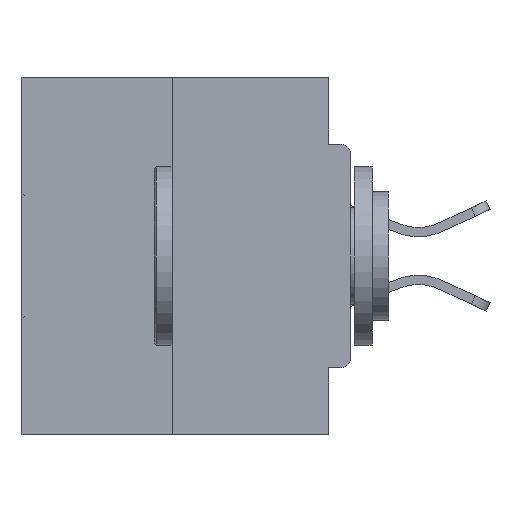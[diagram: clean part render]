
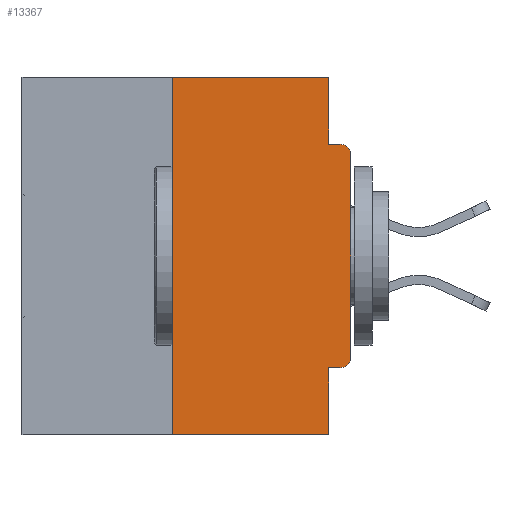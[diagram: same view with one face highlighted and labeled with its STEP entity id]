
A CAD part, left-side view. The second image highlights one B-rep face of the part: STEP entity #13367.
In plain terms, the highlighted planar face has unit normal (-1, 0, 0).
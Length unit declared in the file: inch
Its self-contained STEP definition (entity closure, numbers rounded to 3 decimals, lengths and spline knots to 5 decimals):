
#113 = CARTESIAN_POINT ( 'NONE',  ( 0., 0., -0.0935 ) ) ;
#661 = DIRECTION ( 'NONE',  ( 0., -1., 0. ) ) ;
#981 = EDGE_CURVE ( 'NONE', #19612, #33384, #2771, .T. ) ;
#1455 = LINE ( 'NONE', #24905, #39050 ) ;
#2540 = VECTOR ( 'NONE', #6546, 39.37008 ) ;
#2771 = CIRCLE ( 'NONE', #36100, 0.015 ) ;
#3271 = DIRECTION ( 'NONE',  ( -1., 0., 0. ) ) ;
#3734 = LINE ( 'NONE', #17068, #10145 ) ;
#5503 = VERTEX_POINT ( 'NONE', #8879 ) ;
#5852 = DIRECTION ( 'NONE',  ( 0., 0., 1. ) ) ;
#6360 = VECTOR ( 'NONE', #22097, 39.37008 ) ;
#6546 = DIRECTION ( 'NONE',  ( 0., -1., 0. ) ) ;
#6659 = CARTESIAN_POINT ( 'NONE',  ( 0., 0.031, 0. ) ) ;
#7078 = CARTESIAN_POINT ( 'NONE',  ( 0., 0.031, 0. ) ) ;
#8552 = EDGE_CURVE ( 'NONE', #28396, #40171, #21711, .T. ) ;
#8725 = ORIENTED_EDGE ( 'NONE', *, *, #981, .T. ) ;
#8794 = ORIENTED_EDGE ( 'NONE', *, *, #20511, .T. ) ;
#8879 = CARTESIAN_POINT ( 'NONE',  ( 0., 0.25, -0.5 ) ) ;
#9473 = ORIENTED_EDGE ( 'NONE', *, *, #38822, .F. ) ;
#10145 = VECTOR ( 'NONE', #39077, 39.37008 ) ;
#10207 = CARTESIAN_POINT ( 'NONE',  ( 0., 0.015, -0.4065 ) ) ;
#10839 = LINE ( 'NONE', #22654, #6360 ) ;
#11348 = LINE ( 'NONE', #113, #15751 ) ;
#11978 = CIRCLE ( 'NONE', #16152, 0.015 ) ;
#12114 = DIRECTION ( 'NONE',  ( 0., 0., -1. ) ) ;
#13367 = ADVANCED_FACE ( 'NONE', ( #21497 ), #27644, .F. ) ;
#14441 = LINE ( 'NONE', #28134, #40172 ) ;
#14897 = DIRECTION ( 'NONE',  ( 1., 0., 0. ) ) ;
#15521 = DIRECTION ( 'NONE',  ( 0., -1., 0. ) ) ;
#15751 = VECTOR ( 'NONE', #661, 39.37008 ) ;
#15763 = ORIENTED_EDGE ( 'NONE', *, *, #35110, .T. ) ;
#16152 = AXIS2_PLACEMENT_3D ( 'NONE', #39282, #20604, #39560 ) ;
#16313 = CARTESIAN_POINT ( 'NONE',  ( 0., 0.25, 0. ) ) ;
#16627 = ORIENTED_EDGE ( 'NONE', *, *, #32183, .F. ) ;
#17068 = CARTESIAN_POINT ( 'NONE',  ( 0., 0., -0.4065 ) ) ;
#17396 = VERTEX_POINT ( 'NONE', #6659 ) ;
#18604 = VERTEX_POINT ( 'NONE', #16313 ) ;
#18865 = EDGE_LOOP ( 'NONE', ( #37550, #9473, #8794, #39519, #28409, #36517, #15763, #8725, #35517, #16627 ) ) ;
#19336 = CARTESIAN_POINT ( 'NONE',  ( 0., 0.031, -0.4065 ) ) ;
#19612 = VERTEX_POINT ( 'NONE', #34911 ) ;
#20511 = EDGE_CURVE ( 'NONE', #5503, #40171, #14441, .T. ) ;
#20604 = DIRECTION ( 'NONE',  ( -1., 0., 0. ) ) ;
#20637 = CARTESIAN_POINT ( 'NONE',  ( 0., 0.031, -0.5 ) ) ;
#21497 = FACE_OUTER_BOUND ( 'NONE', #18865, .T. ) ;
#21711 = LINE ( 'NONE', #20637, #29173 ) ;
#22097 = DIRECTION ( 'NONE',  ( 0., 0., 1. ) ) ;
#22654 = CARTESIAN_POINT ( 'NONE',  ( 0., 0.25, 0. ) ) ;
#23259 = VERTEX_POINT ( 'NONE', #10207 ) ;
#24053 = AXIS2_PLACEMENT_3D ( 'NONE', #30980, #14897, #24575 ) ;
#24575 = DIRECTION ( 'NONE',  ( 0., 0., -1. ) ) ;
#24905 = CARTESIAN_POINT ( 'NONE',  ( 0., 0., 0. ) ) ;
#25884 = DIRECTION ( 'NONE',  ( 0., 0., -1. ) ) ;
#27644 = PLANE ( 'NONE',  #24053 ) ;
#27770 = LINE ( 'NONE', #31876, #2540 ) ;
#28134 = CARTESIAN_POINT ( 'NONE',  ( 0., 0.46, -0.5 ) ) ;
#28396 = VERTEX_POINT ( 'NONE', #19336 ) ;
#28409 = ORIENTED_EDGE ( 'NONE', *, *, #34887, .F. ) ;
#28556 = CARTESIAN_POINT ( 'NONE',  ( 0., 0.015, -0.1085 ) ) ;
#28837 = VERTEX_POINT ( 'NONE', #31201 ) ;
#28897 = CARTESIAN_POINT ( 'NONE',  ( 0., 0.015, -0.0935 ) ) ;
#29173 = VECTOR ( 'NONE', #36016, 39.37008 ) ;
#30980 = CARTESIAN_POINT ( 'NONE',  ( 0., 0.46, 0. ) ) ;
#31201 = CARTESIAN_POINT ( 'NONE',  ( 0., 0.031, -0.0935 ) ) ;
#31617 = EDGE_CURVE ( 'NONE', #18604, #17396, #27770, .T. ) ;
#31876 = CARTESIAN_POINT ( 'NONE',  ( 0., 0.46, 0. ) ) ;
#32183 = EDGE_CURVE ( 'NONE', #17396, #28837, #39604, .T. ) ;
#33215 = VERTEX_POINT ( 'NONE', #37723 ) ;
#33384 = VERTEX_POINT ( 'NONE', #28897 ) ;
#34887 = EDGE_CURVE ( 'NONE', #23259, #28396, #3734, .T. ) ;
#34911 = CARTESIAN_POINT ( 'NONE',  ( 0., 0., -0.1085 ) ) ;
#35110 = EDGE_CURVE ( 'NONE', #33215, #19612, #1455, .T. ) ;
#35517 = ORIENTED_EDGE ( 'NONE', *, *, #38884, .F. ) ;
#36016 = DIRECTION ( 'NONE',  ( 0., 0., -1. ) ) ;
#36100 = AXIS2_PLACEMENT_3D ( 'NONE', #28556, #3271, #12114 ) ;
#36343 = EDGE_CURVE ( 'NONE', #23259, #33215, #11978, .T. ) ;
#36517 = ORIENTED_EDGE ( 'NONE', *, *, #36343, .T. ) ;
#37294 = CARTESIAN_POINT ( 'NONE',  ( 0., 0.031, -0.5 ) ) ;
#37550 = ORIENTED_EDGE ( 'NONE', *, *, #31617, .F. ) ;
#37723 = CARTESIAN_POINT ( 'NONE',  ( 0., 0., -0.3915 ) ) ;
#38113 = VECTOR ( 'NONE', #25884, 39.37008 ) ;
#38822 = EDGE_CURVE ( 'NONE', #5503, #18604, #10839, .T. ) ;
#38884 = EDGE_CURVE ( 'NONE', #28837, #33384, #11348, .T. ) ;
#39050 = VECTOR ( 'NONE', #5852, 39.37008 ) ;
#39077 = DIRECTION ( 'NONE',  ( 0., 1., 0. ) ) ;
#39282 = CARTESIAN_POINT ( 'NONE',  ( 0., 0.015, -0.3915 ) ) ;
#39519 = ORIENTED_EDGE ( 'NONE', *, *, #8552, .F. ) ;
#39560 = DIRECTION ( 'NONE',  ( 0., 0., -1. ) ) ;
#39604 = LINE ( 'NONE', #7078, #38113 ) ;
#40171 = VERTEX_POINT ( 'NONE', #37294 ) ;
#40172 = VECTOR ( 'NONE', #15521, 39.37008 ) ;
